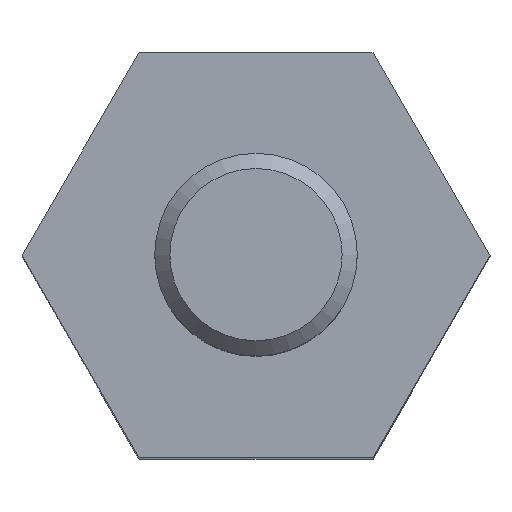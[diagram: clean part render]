
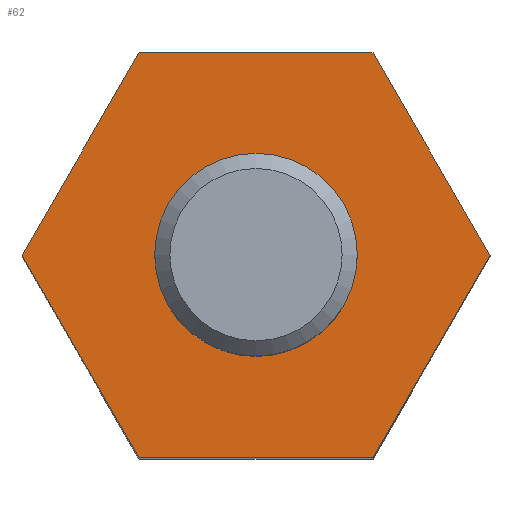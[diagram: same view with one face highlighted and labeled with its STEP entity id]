
A CAD part, top view. The second image highlights one B-rep face of the part: STEP entity #62.
In plain terms, the highlighted planar face has unit normal (0, 0, 1).
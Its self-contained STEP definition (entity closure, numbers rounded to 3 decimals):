
#62 = ADVANCED_FACE( '', ( #139, #140 ), #141, .T. );
#139 = FACE_BOUND( '', #237, .T. );
#140 = FACE_OUTER_BOUND( '', #238, .T. );
#141 = PLANE( '', #239 );
#237 = EDGE_LOOP( '', ( #353 ) );
#238 = EDGE_LOOP( '', ( #354, #355, #356, #357, #358, #359 ) );
#239 = AXIS2_PLACEMENT_3D( '', #360, #361, #362 );
#353 = ORIENTED_EDGE( '', *, *, #499, .T. );
#354 = ORIENTED_EDGE( '', *, *, #523, .T. );
#355 = ORIENTED_EDGE( '', *, *, #524, .T. );
#356 = ORIENTED_EDGE( '', *, *, #514, .T. );
#357 = ORIENTED_EDGE( '', *, *, #525, .T. );
#358 = ORIENTED_EDGE( '', *, *, #526, .T. );
#359 = ORIENTED_EDGE( '', *, *, #505, .T. );
#360 = CARTESIAN_POINT( '', ( 0., 0., 0. ) );
#361 = DIRECTION( '', ( 0., 0., 1. ) );
#362 = DIRECTION( '', ( 1., 0., 0. ) );
#499 = EDGE_CURVE( '', #569, #569, #570, .F. );
#505 = EDGE_CURVE( '', #573, #579, #581, .T. );
#514 = EDGE_CURVE( '', #588, #594, #596, .T. );
#523 = EDGE_CURVE( '', #579, #608, #609, .T. );
#524 = EDGE_CURVE( '', #608, #588, #610, .T. );
#525 = EDGE_CURVE( '', #594, #611, #612, .T. );
#526 = EDGE_CURVE( '', #611, #573, #613, .T. );
#569 = VERTEX_POINT( '', #667 );
#570 = CIRCLE( '', #668, 1.85 );
#573 = VERTEX_POINT( '', #671 );
#579 = VERTEX_POINT( '', #680 );
#581 = LINE( '', #683, #684 );
#588 = VERTEX_POINT( '', #692 );
#594 = VERTEX_POINT( '', #701 );
#596 = LINE( '', #704, #705 );
#608 = VERTEX_POINT( '', #719 );
#609 = LINE( '', #720, #721 );
#610 = LINE( '', #722, #723 );
#611 = VERTEX_POINT( '', #724 );
#612 = LINE( '', #725, #726 );
#613 = LINE( '', #727, #728 );
#667 = CARTESIAN_POINT( '', ( 1.85, 0., 0. ) );
#668 = AXIS2_PLACEMENT_3D( '', #789, #790, #791 );
#671 = CARTESIAN_POINT( '', ( -4.619, 0., 0. ) );
#680 = CARTESIAN_POINT( '', ( -2.309, -4., 0. ) );
#683 = CARTESIAN_POINT( '', ( -4.619, 0., 0. ) );
#684 = VECTOR( '', #796, 1000. );
#692 = CARTESIAN_POINT( '', ( 4.619, 0., 0. ) );
#701 = CARTESIAN_POINT( '', ( 2.309, 4., 0. ) );
#704 = CARTESIAN_POINT( '', ( 4.619, 0., 0. ) );
#705 = VECTOR( '', #805, 1000. );
#719 = CARTESIAN_POINT( '', ( 2.309, -4., 0. ) );
#720 = CARTESIAN_POINT( '', ( -2.309, -4., 0. ) );
#721 = VECTOR( '', #814, 1000. );
#722 = CARTESIAN_POINT( '', ( 2.309, -4., 0. ) );
#723 = VECTOR( '', #815, 1000. );
#724 = CARTESIAN_POINT( '', ( -2.309, 4., 0. ) );
#725 = CARTESIAN_POINT( '', ( 2.309, 4., 0. ) );
#726 = VECTOR( '', #816, 1000. );
#727 = CARTESIAN_POINT( '', ( -2.309, 4., 0. ) );
#728 = VECTOR( '', #817, 1000. );
#789 = CARTESIAN_POINT( '', ( 0., 0., 0. ) );
#790 = DIRECTION( '', ( 0., 0., 1. ) );
#791 = DIRECTION( '', ( 1., 0., 0. ) );
#796 = DIRECTION( '', ( 0.5, -0.866, 0. ) );
#805 = DIRECTION( '', ( -0.5, 0.866, 0. ) );
#814 = DIRECTION( '', ( 1., 0., 0. ) );
#815 = DIRECTION( '', ( 0.5, 0.866, 0. ) );
#816 = DIRECTION( '', ( -1., 0., 0. ) );
#817 = DIRECTION( '', ( -0.5, -0.866, 0. ) );
